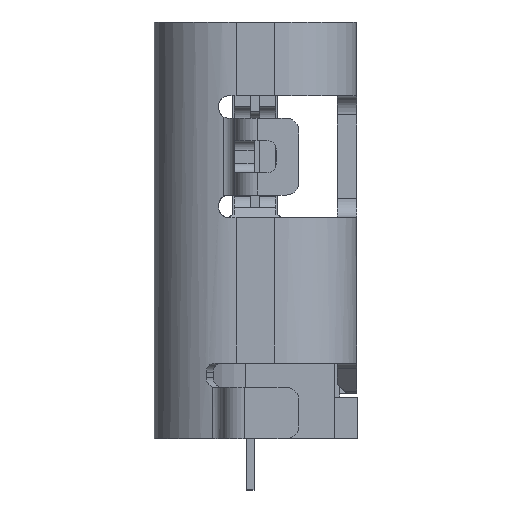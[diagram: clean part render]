
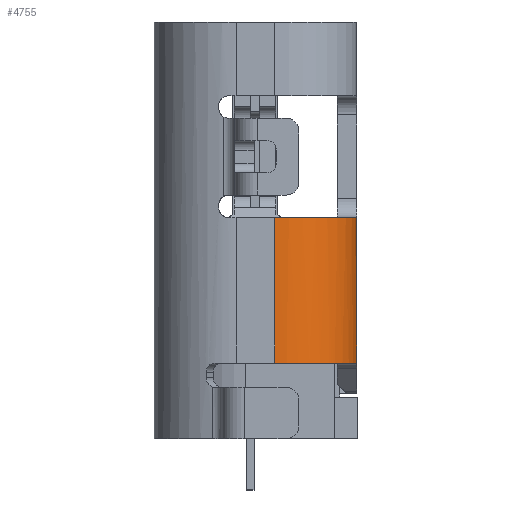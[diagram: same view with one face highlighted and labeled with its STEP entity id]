
A CAD part, left-side view. The second image highlights one B-rep face of the part: STEP entity #4755.
In plain terms, the highlighted cylindrical face has radius 1.28 mm (diameter 2.56 mm), a partial arc.
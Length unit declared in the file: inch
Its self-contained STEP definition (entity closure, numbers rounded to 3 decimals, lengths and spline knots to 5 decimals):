
#194 = DIRECTION ( 'NONE',  ( 0., 0., 1. ) ) ;
#1096 = DIRECTION ( 'NONE',  ( 0., -1., 0. ) ) ;
#1229 = DIRECTION ( 'NONE',  ( 0., 0., -1. ) ) ;
#1374 = VERTEX_POINT ( 'NONE', #9481 ) ;
#1744 = EDGE_CURVE ( 'NONE', #1374, #3223, #19025, .T. ) ;
#2327 = DIRECTION ( 'NONE',  ( -1., 0., 0. ) ) ;
#2612 = ORIENTED_EDGE ( 'NONE', *, *, #10986, .T. ) ;
#2867 = VERTEX_POINT ( 'NONE', #8935 ) ;
#3110 = CARTESIAN_POINT ( 'NONE',  ( -0.12559, -0.01201, -0.12008 ) ) ;
#3223 = VERTEX_POINT ( 'NONE', #13982 ) ;
#3420 = FACE_OUTER_BOUND ( 'NONE', #21649, .T. ) ;
#3546 = CARTESIAN_POINT ( 'NONE',  ( -0.12559, -0.01201, -0.20945 ) ) ;
#3804 = ORIENTED_EDGE ( 'NONE', *, *, #4952, .T. ) ;
#3835 = VERTEX_POINT ( 'NONE', #15197 ) ;
#4103 = CARTESIAN_POINT ( 'NONE',  ( -0.12559, -0.01201, -0.20945 ) ) ;
#4301 = LINE ( 'NONE', #11542, #23292 ) ;
#4522 = VERTEX_POINT ( 'NONE', #7598 ) ;
#4686 = CARTESIAN_POINT ( 'NONE',  ( -0.12559, -0.0624, -0.12008 ) ) ;
#4755 = ADVANCED_FACE ( 'NONE', ( #3420 ), #17616, .T. ) ;
#4907 = CARTESIAN_POINT ( 'NONE',  ( -0.12559, -0.0624, -0.12008 ) ) ;
#4952 = EDGE_CURVE ( 'NONE', #3223, #2867, #11564, .T. ) ;
#5140 = VECTOR ( 'NONE', #1229, 39.37008 ) ;
#5650 = ORIENTED_EDGE ( 'NONE', *, *, #15429, .F. ) ;
#7598 = CARTESIAN_POINT ( 'NONE',  ( -0.17598, -0.01201, -0.12008 ) ) ;
#8082 = AXIS2_PLACEMENT_3D ( 'NONE', #4103, #194, #2327 ) ;
#8935 = CARTESIAN_POINT ( 'NONE',  ( -0.15979, -0.04902, -0.20945 ) ) ;
#9481 = CARTESIAN_POINT ( 'NONE',  ( -0.17598, -0.01201, -0.20945 ) ) ;
#10426 = CARTESIAN_POINT ( 'NONE',  ( -0.12559, -0.01201, -0.1752 ) ) ;
#10479 = ORIENTED_EDGE ( 'NONE', *, *, #15168, .F. ) ;
#10986 = EDGE_CURVE ( 'NONE', #2867, #3835, #12997, .T. ) ;
#11162 = VERTEX_POINT ( 'NONE', #4686 ) ;
#11542 = CARTESIAN_POINT ( 'NONE',  ( -0.17598, -0.01201, -0.20945 ) ) ;
#11564 = CIRCLE ( 'NONE', #12314, 0.05039 ) ;
#12128 = DIRECTION ( 'NONE',  ( 0., 0., -1. ) ) ;
#12314 = AXIS2_PLACEMENT_3D ( 'NONE', #3546, #16314, #19986 ) ;
#12538 = DIRECTION ( 'NONE',  ( 0., 0., 1. ) ) ;
#12997 = CIRCLE ( 'NONE', #20541, 0.05039 ) ;
#13438 = AXIS2_PLACEMENT_3D ( 'NONE', #3110, #12128, #1096 ) ;
#13982 = CARTESIAN_POINT ( 'NONE',  ( -0.16319, -0.04556, -0.20945 ) ) ;
#14589 = EDGE_CURVE ( 'NONE', #11162, #4522, #22133, .T. ) ;
#14958 = DIRECTION ( 'NONE',  ( 0., 0., 1. ) ) ;
#15168 = EDGE_CURVE ( 'NONE', #11162, #3835, #17451, .T. ) ;
#15197 = CARTESIAN_POINT ( 'NONE',  ( -0.12559, -0.0624, -0.20945 ) ) ;
#15429 = EDGE_CURVE ( 'NONE', #1374, #4522, #4301, .T. ) ;
#15961 = DIRECTION ( 'NONE',  ( 0., 0., -1. ) ) ;
#16314 = DIRECTION ( 'NONE',  ( 0., 0., 1. ) ) ;
#17451 = LINE ( 'NONE', #4907, #5140 ) ;
#17616 = CYLINDRICAL_SURFACE ( 'NONE', #18701, 0.05039 ) ;
#18701 = AXIS2_PLACEMENT_3D ( 'NONE', #10426, #15961, #21295 ) ;
#19025 = CIRCLE ( 'NONE', #8082, 0.05039 ) ;
#19743 = DIRECTION ( 'NONE',  ( -0.679, -0.734, 0. ) ) ;
#19986 = DIRECTION ( 'NONE',  ( -0.746, -0.666, 0. ) ) ;
#20021 = ORIENTED_EDGE ( 'NONE', *, *, #1744, .T. ) ;
#20482 = ORIENTED_EDGE ( 'NONE', *, *, #14589, .T. ) ;
#20541 = AXIS2_PLACEMENT_3D ( 'NONE', #21514, #12538, #19743 ) ;
#21295 = DIRECTION ( 'NONE',  ( -1., 0., 0. ) ) ;
#21514 = CARTESIAN_POINT ( 'NONE',  ( -0.12559, -0.01201, -0.20945 ) ) ;
#21649 = EDGE_LOOP ( 'NONE', ( #2612, #10479, #20482, #5650, #20021, #3804 ) ) ;
#22133 = CIRCLE ( 'NONE', #13438, 0.05039 ) ;
#23292 = VECTOR ( 'NONE', #14958, 39.37008 ) ;
